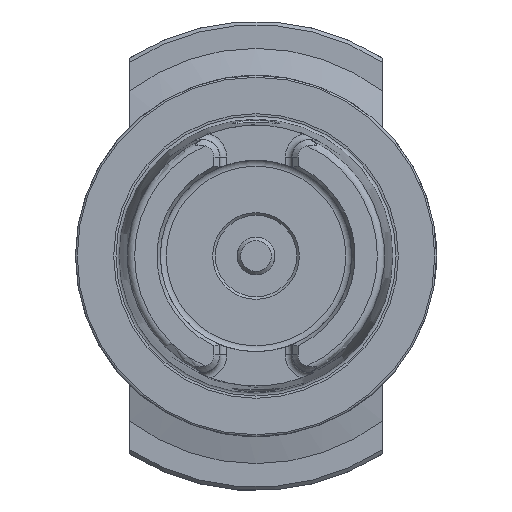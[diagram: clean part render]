
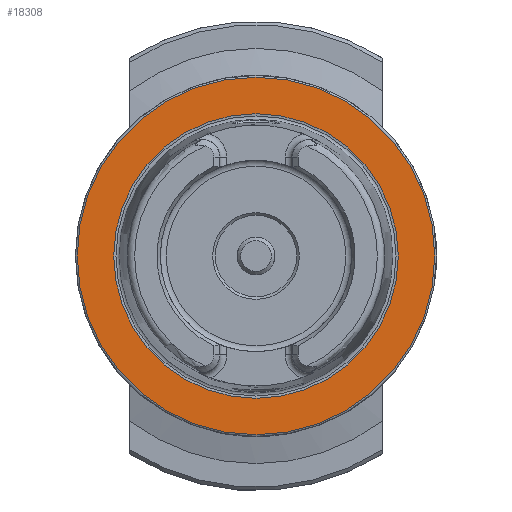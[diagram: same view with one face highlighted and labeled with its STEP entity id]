
A CAD part, left-side view. The second image highlights one B-rep face of the part: STEP entity #18308.
In plain terms, the highlighted planar face has unit normal (-1, 0, 0).
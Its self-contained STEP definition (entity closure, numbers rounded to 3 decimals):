
#1350 = VERTEX_POINT ( 'NONE', #20021 ) ;
#1477 = ORIENTED_EDGE ( 'NONE', *, *, #22597, .F. ) ;
#3380 = EDGE_CURVE ( 'NONE', #24552, #24552, #20834, .T. ) ;
#4081 = PLANE ( 'NONE',  #16271 ) ;
#9414 = FACE_BOUND ( 'NONE', #9424, .T. ) ;
#9424 = EDGE_LOOP ( 'NONE', ( #1477 ) ) ;
#10568 = CARTESIAN_POINT ( 'NONE',  ( 0., 49.5, 0. ) ) ;
#13923 = CIRCLE ( 'NONE', #16563, 39.405 ) ;
#14532 = FACE_OUTER_BOUND ( 'NONE', #17441, .T. ) ;
#15203 = CARTESIAN_POINT ( 'NONE',  ( 0., 0., 49.5 ) ) ;
#16206 = AXIS2_PLACEMENT_3D ( 'NONE', #17700, #19805, #19715 ) ;
#16271 = AXIS2_PLACEMENT_3D ( 'NONE', #10568, #25747, #19047 ) ;
#16563 = AXIS2_PLACEMENT_3D ( 'NONE', #23854, #17673, #26450 ) ;
#17441 = EDGE_LOOP ( 'NONE', ( #18292 ) ) ;
#17673 = DIRECTION ( 'NONE',  ( -1., 0., 0. ) ) ;
#17700 = CARTESIAN_POINT ( 'NONE',  ( 0., 0., 0. ) ) ;
#18292 = ORIENTED_EDGE ( 'NONE', *, *, #3380, .T. ) ;
#18308 = ADVANCED_FACE ( 'NONE', ( #9414, #14532 ), #4081, .F. ) ;
#19047 = DIRECTION ( 'NONE',  ( 0., 0., -1. ) ) ;
#19715 = DIRECTION ( 'NONE',  ( 0., 0., 1. ) ) ;
#19805 = DIRECTION ( 'NONE',  ( -1., 0., 0. ) ) ;
#20021 = CARTESIAN_POINT ( 'NONE',  ( 0., 0., 39.405 ) ) ;
#20834 = CIRCLE ( 'NONE', #16206, 49.5 ) ;
#22597 = EDGE_CURVE ( 'NONE', #1350, #1350, #13923, .T. ) ;
#23854 = CARTESIAN_POINT ( 'NONE',  ( 0., 0., 0. ) ) ;
#24552 = VERTEX_POINT ( 'NONE', #15203 ) ;
#25747 = DIRECTION ( 'NONE',  ( 1., 0., 0. ) ) ;
#26450 = DIRECTION ( 'NONE',  ( 0., 0., 1. ) ) ;
